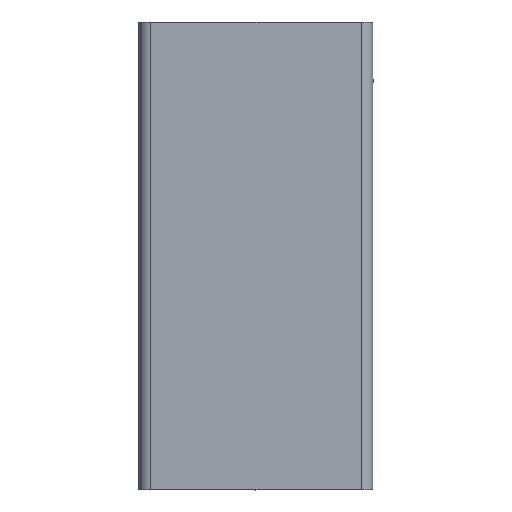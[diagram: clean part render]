
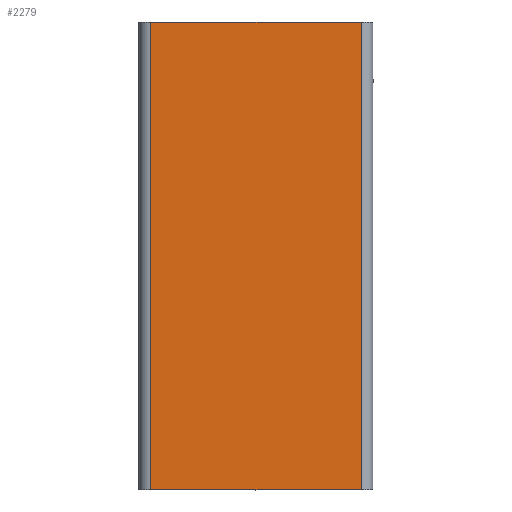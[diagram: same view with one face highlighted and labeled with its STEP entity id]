
A CAD part, front view. The second image highlights one B-rep face of the part: STEP entity #2279.
In plain terms, the highlighted planar face has unit normal (0, -1, 0).
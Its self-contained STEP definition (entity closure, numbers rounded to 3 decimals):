
#132 = VECTOR ( 'NONE', #3721, 1000. ) ;
#811 = VERTEX_POINT ( 'NONE', #2350 ) ;
#948 = EDGE_CURVE ( 'NONE', #6820, #811, #1849, .T. ) ;
#1308 = CARTESIAN_POINT ( 'NONE',  ( 6326.125, 3550.24, 100. ) ) ;
#1366 = LINE ( 'NONE', #1879, #7329 ) ;
#1386 = PLANE ( 'NONE',  #8100 ) ;
#1396 = DIRECTION ( 'NONE',  ( 0., 1., 0. ) ) ;
#1415 = DIRECTION ( 'NONE',  ( 0., 0., 1. ) ) ;
#1751 = ORIENTED_EDGE ( 'NONE', *, *, #7468, .F. ) ;
#1823 = DIRECTION ( 'NONE',  ( 0., 0., -1. ) ) ;
#1849 = LINE ( 'NONE', #3925, #7516 ) ;
#1879 = CARTESIAN_POINT ( 'NONE',  ( 6371.125, 3550.24, 100. ) ) ;
#2279 = ADVANCED_FACE ( 'NONE', ( #5262 ), #1386, .F. ) ;
#2345 = CARTESIAN_POINT ( 'NONE',  ( 6326.125, 3550.24, 0. ) ) ;
#2350 = CARTESIAN_POINT ( 'NONE',  ( 6371.125, 3550.24, 100. ) ) ;
#2425 = EDGE_CURVE ( 'NONE', #811, #3203, #1366, .T. ) ;
#3091 = LINE ( 'NONE', #2345, #132 ) ;
#3203 = VERTEX_POINT ( 'NONE', #4677 ) ;
#3721 = DIRECTION ( 'NONE',  ( -1., 0., 0. ) ) ;
#3925 = CARTESIAN_POINT ( 'NONE',  ( 6326.125, 3550.24, 100. ) ) ;
#3946 = DIRECTION ( 'NONE',  ( 1., 0., 0. ) ) ;
#4345 = LINE ( 'NONE', #7341, #6858 ) ;
#4646 = ORIENTED_EDGE ( 'NONE', *, *, #948, .F. ) ;
#4677 = CARTESIAN_POINT ( 'NONE',  ( 6371.125, 3550.24, 0. ) ) ;
#4969 = ORIENTED_EDGE ( 'NONE', *, *, #6937, .F. ) ;
#5255 = CARTESIAN_POINT ( 'NONE',  ( 6326.125, 3550.24, 0. ) ) ;
#5262 = FACE_OUTER_BOUND ( 'NONE', #7213, .T. ) ;
#5540 = CARTESIAN_POINT ( 'NONE',  ( 6326.125, 3550.24, 100. ) ) ;
#6820 = VERTEX_POINT ( 'NONE', #5540 ) ;
#6832 = ORIENTED_EDGE ( 'NONE', *, *, #2425, .F. ) ;
#6858 = VECTOR ( 'NONE', #7044, 1000. ) ;
#6937 = EDGE_CURVE ( 'NONE', #7766, #6820, #4345, .T. ) ;
#7044 = DIRECTION ( 'NONE',  ( 0., 0., 1. ) ) ;
#7213 = EDGE_LOOP ( 'NONE', ( #6832, #4646, #4969, #1751 ) ) ;
#7329 = VECTOR ( 'NONE', #1823, 1000. ) ;
#7341 = CARTESIAN_POINT ( 'NONE',  ( 6326.125, 3550.24, 100. ) ) ;
#7468 = EDGE_CURVE ( 'NONE', #3203, #7766, #3091, .T. ) ;
#7516 = VECTOR ( 'NONE', #3946, 1000. ) ;
#7766 = VERTEX_POINT ( 'NONE', #5255 ) ;
#8100 = AXIS2_PLACEMENT_3D ( 'NONE', #1308, #1396, #1415 ) ;
